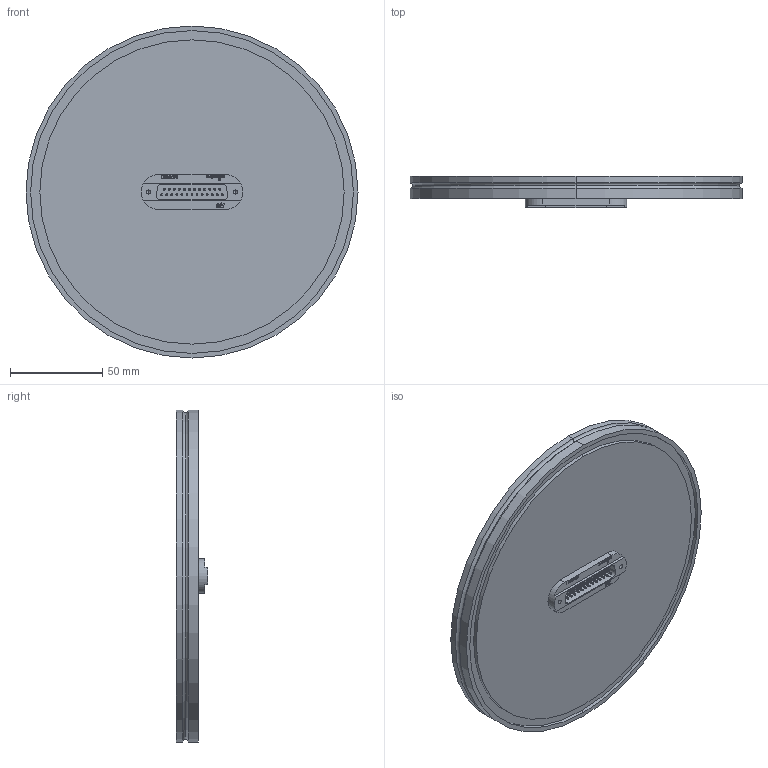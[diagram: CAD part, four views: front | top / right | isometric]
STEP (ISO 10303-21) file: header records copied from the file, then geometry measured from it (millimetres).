
FILE_DESCRIPTION (( 'STEP AP214' ), '1' );
FILE_NAME ('210-D25-ISO160-HC.step', '2025-02-17T20:26:23', ( '' ), ( '' ), 'SwSTEP 2.0', 'SolidWorks 2022', '' );
FILE_SCHEMA (( 'AUTOMOTIVE_DESIGN' ));
Length unit declared in the file: millimetre
Products named in the file (5): 9210-PIN-FENI-CU_Pin vergoldet; 210-D25-ISO160-HC; 9210-D25-ISO160_DN160 ISO-K; 218-D9-37-SS-HC_218-D25-SS-HC; 9218-D9-37-SS-V22_25pin 1mm beschr. HC
Assembly tree (28 placements, depth 3):
  210-D25-ISO160-HC
    9210-D25-ISO160_DN160 ISO-K
    218-D9-37-SS-HC_218-D25-SS-HC
      9218-D9-37-SS-V22_25pin 1mm beschr. HC
      9210-PIN-FENI-CU_Pin vergoldet  x25
Bounding box: 180 x 17 x 180 mm (x, y, z)
Volume: 291306 mm3; surface area: 70723.9 mm2
Topology: 52 solids, 52 shells, 704 faces, 1798 edges, 1072 vertices
Faces by surface type: cylinder 280, sphere 200, plane 173, bspline 37, cone 8, torus 6
Entity records: 13569 total; most frequent: CARTESIAN_POINT 3903, ORIENTED_EDGE 1932, DIRECTION 1910, EDGE_CURVE 966, AXIS2_PLACEMENT_3D 655, VERTEX_POINT 636, VECTOR 600, LINE 600
